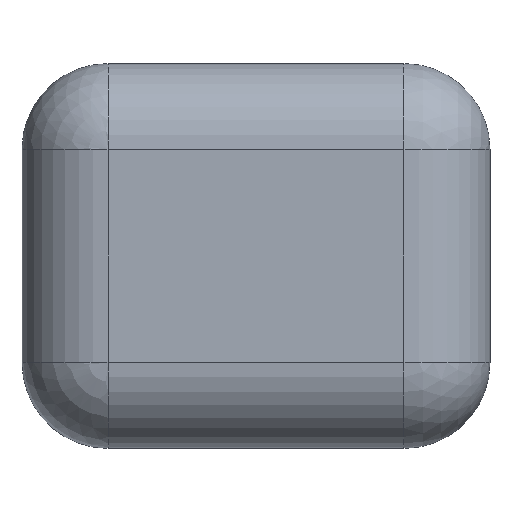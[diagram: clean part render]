
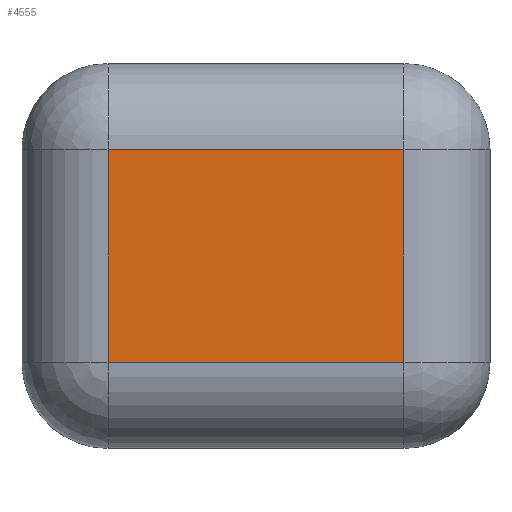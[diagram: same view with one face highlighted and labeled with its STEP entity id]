
A CAD part, front view. The second image highlights one B-rep face of the part: STEP entity #4555.
In plain terms, the highlighted planar face has unit normal (0, -1, 0).
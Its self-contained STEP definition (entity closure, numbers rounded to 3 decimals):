
#1140 = CARTESIAN_POINT ( 'NONE',  ( -137.664, -75.844, -99.014 ) ) ;
#2439 = VERTEX_POINT ( 'NONE', #42083 ) ;
#3116 = CARTESIAN_POINT ( 'NONE',  ( 0., -75.844, 99.014 ) ) ;
#4391 = CARTESIAN_POINT ( 'NONE',  ( 137.664, -75.844, -99.014 ) ) ;
#4555 = ADVANCED_FACE ( 'NONE', ( #49993 ), #91720, .T. ) ;
#4842 = LINE ( 'NONE', #3116, #83940 ) ;
#5174 = ORIENTED_EDGE ( 'NONE', *, *, #77515, .T. ) ;
#6322 = LINE ( 'NONE', #85461, #18285 ) ;
#6624 = DIRECTION ( 'NONE',  ( 0., -1., 0. ) ) ;
#12377 = DIRECTION ( 'NONE',  ( -1., 0., 0. ) ) ;
#18032 = EDGE_CURVE ( 'NONE', #55919, #106656, #112863, .T. ) ;
#18285 = VECTOR ( 'NONE', #75651, 1000. ) ;
#28714 = DIRECTION ( 'NONE',  ( 0., 0., 1. ) ) ;
#42083 = CARTESIAN_POINT ( 'NONE',  ( -137.664, -75.844, 99.014 ) ) ;
#47181 = CARTESIAN_POINT ( 'NONE',  ( 137.664, -75.844, 0. ) ) ;
#49993 = FACE_OUTER_BOUND ( 'NONE', #95592, .T. ) ;
#51331 = ORIENTED_EDGE ( 'NONE', *, *, #69699, .T. ) ;
#54111 = LINE ( 'NONE', #47181, #109463 ) ;
#55830 = EDGE_CURVE ( 'NONE', #81212, #2439, #4842, .T. ) ;
#55919 = VERTEX_POINT ( 'NONE', #1140 ) ;
#59194 = DIRECTION ( 'NONE',  ( 0., 0., -1. ) ) ;
#69699 = EDGE_CURVE ( 'NONE', #106656, #81212, #54111, .T. ) ;
#75651 = DIRECTION ( 'NONE',  ( 0., 0., -1. ) ) ;
#75927 = CARTESIAN_POINT ( 'NONE',  ( 0., -75.844, -99.014 ) ) ;
#77515 = EDGE_CURVE ( 'NONE', #2439, #55919, #6322, .T. ) ;
#81212 = VERTEX_POINT ( 'NONE', #107982 ) ;
#83755 = AXIS2_PLACEMENT_3D ( 'NONE', #93858, #6624, #59194 ) ;
#83940 = VECTOR ( 'NONE', #12377, 1000. ) ;
#85461 = CARTESIAN_POINT ( 'NONE',  ( -137.664, -75.844, 0. ) ) ;
#91720 = PLANE ( 'NONE',  #83755 ) ;
#93858 = CARTESIAN_POINT ( 'NONE',  ( 0., -75.844, 0. ) ) ;
#95592 = EDGE_LOOP ( 'NONE', ( #99937, #51331, #101587, #5174 ) ) ;
#99937 = ORIENTED_EDGE ( 'NONE', *, *, #18032, .T. ) ;
#101060 = VECTOR ( 'NONE', #102507, 1000. ) ;
#101587 = ORIENTED_EDGE ( 'NONE', *, *, #55830, .T. ) ;
#102507 = DIRECTION ( 'NONE',  ( 1., 0., 0. ) ) ;
#106656 = VERTEX_POINT ( 'NONE', #4391 ) ;
#107982 = CARTESIAN_POINT ( 'NONE',  ( 137.664, -75.844, 99.014 ) ) ;
#109463 = VECTOR ( 'NONE', #28714, 1000. ) ;
#112863 = LINE ( 'NONE', #75927, #101060 ) ;
